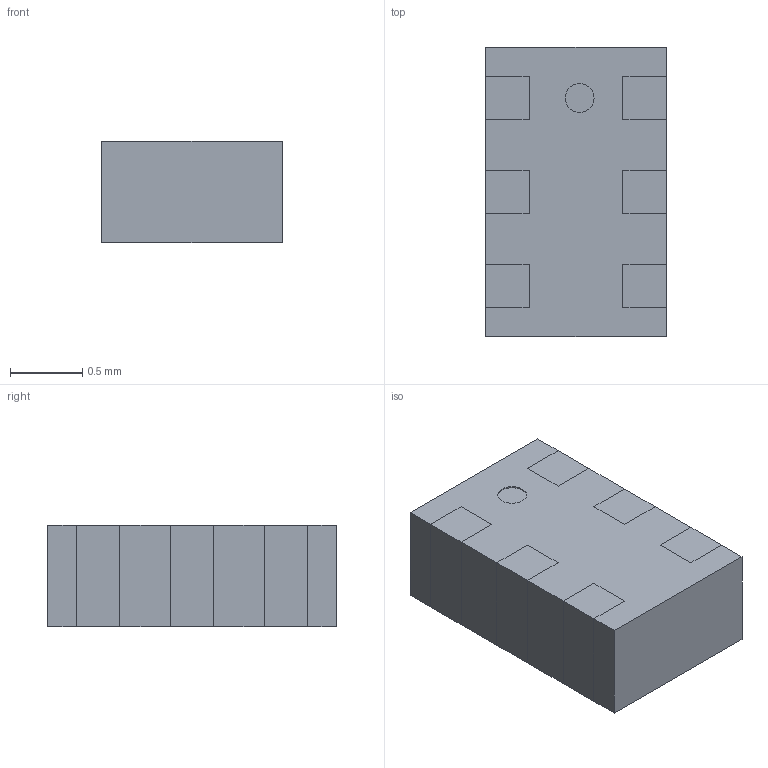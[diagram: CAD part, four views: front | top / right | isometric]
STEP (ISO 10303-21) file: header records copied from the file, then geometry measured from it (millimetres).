
FILE_DESCRIPTION(/* description */ ('model of Balun_Johanson_0896BM15A0001'),/* implementation_level */ '2;1');
FILE_NAME(/* name */ 'Balun_Johanson_0896BM15A0001.step',/* time_stamp */ '2020-04-24T23:28:01',/* author */ ('kicad StepUp','ksu'),/* organization */ ('FreeCAD'),/* preprocessor_version */ 'OCC',/* originating_system */ 'kicad StepUp',/* authorisation */ '');
FILE_SCHEMA(('AUTOMOTIVE_DESIGN { 1 0 10303 214 1 1 1 1 }'));
Length unit declared in the file: millimetre
Products named in the file (1): Balun_Johanson_0896BM15A0001
Bounding box: 1.25 x 2 x 0.7 mm (x, y, z)
Volume: 1.7 mm3; surface area: 9.6 mm2
Topology: 1 solids, 1 shells, 32 faces, 87 edges, 58 vertices
Faces by surface type: plane 31, cylinder 1
Full cylindrical faces by diameter (mm): 0.2 x1
Entity records: 1231 total; most frequent: CARTESIAN_POINT 178, ORIENTED_EDGE 174, DIRECTION 155, EDGE_CURVE 87, LINE 85, VECTOR 85, VERTEX_POINT 58, AXIS2_PLACEMENT_3D 35
